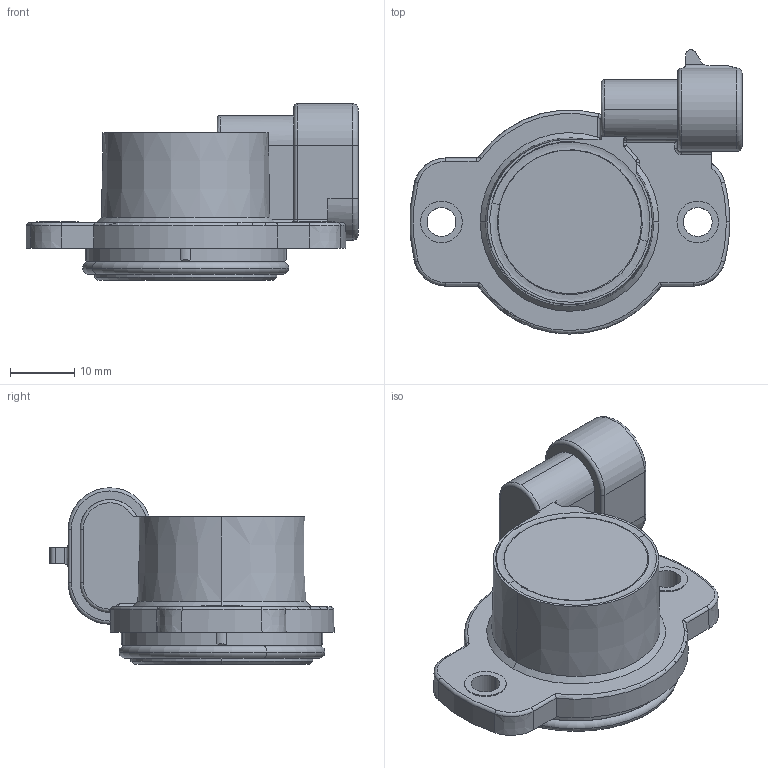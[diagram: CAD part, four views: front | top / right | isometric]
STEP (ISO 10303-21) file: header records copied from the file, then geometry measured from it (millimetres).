
FILE_DESCRIPTION (( 'STEP AP203' ), '1' );
FILE_NAME ('SP40_018400.STEP', '2011-01-14T11:41:36', ( 'novotechnik' ), ( 'novotechnik' ), 'SwSTEP 2.0', 'SolidWorks 2010', '' );
FILE_SCHEMA (( 'CONFIG_CONTROL_DESIGN' ));
Length unit declared in the file: millimetre
Products named in the file (1): SP40_018400
Bounding box: 51.81 x 44.35 x 27.55 mm (x, y, z)
Volume: 8440.4 mm3; surface area: 11772.2 mm2
Topology: 4 solids, 7 shells, 458 faces, 1183 edges, 750 vertices
Faces by surface type: plane 185, cylinder 90, cone 85, bspline 57, torus 38, sphere 3
Entity records: 15706 total; most frequent: CARTESIAN_POINT 4812, ORIENTED_EDGE 2352, DIRECTION 2149, EDGE_CURVE 1176, AXIS2_PLACEMENT_3D 808, VERTEX_POINT 749, VECTOR 533, LINE 533
